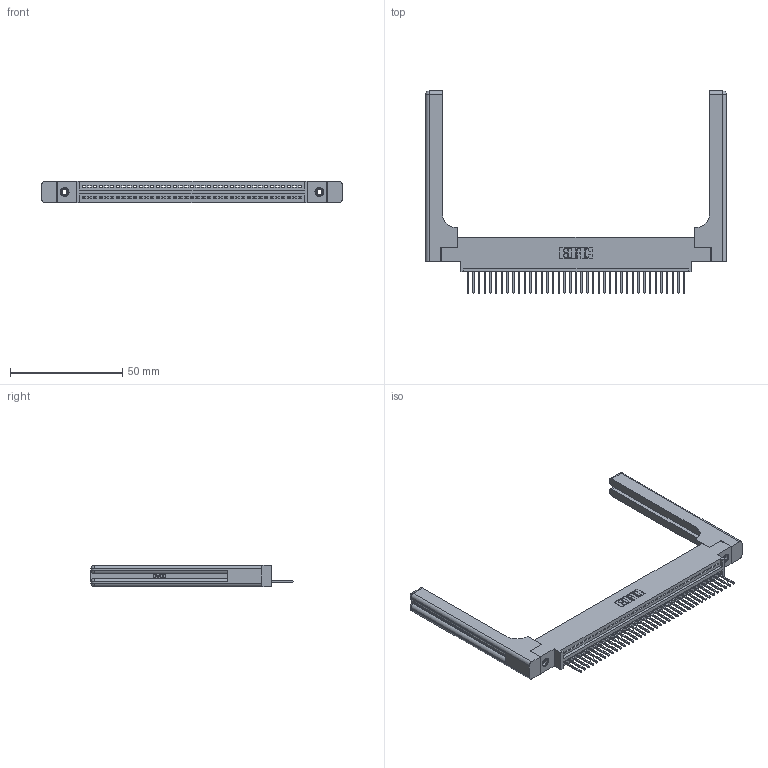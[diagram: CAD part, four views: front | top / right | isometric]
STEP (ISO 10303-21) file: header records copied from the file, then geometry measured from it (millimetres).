
FILE_DESCRIPTION (( 'STEP AP203' ), '1' );
FILE_NAME ('345-039-523-658.STEP', '2019-10-08T06:10:44', ( '' ), ( '' ), 'SwSTEP 2.0', 'SolidWorks 2016', '' );
FILE_SCHEMA (( 'CONFIG_CONTROL_DESIGN' ));
Length unit declared in the file: inch
Products named in the file (5): 345-039-523-658; 345-292-001_345-293-123; 345-250-001_345-250-001-102; 345-220-058_345-220-058; 345 Part_0.170 Offset - 0.156 Dia-TH
Assembly tree (44 placements, depth 2):
  345-039-523-658
    345 Part_0.170 Offset - 0.156 Dia-TH
    345-292-001_345-293-123  x39
    345-250-001_345-250-001-102  x2
    345-220-058_345-220-058  x2
Bounding box: 134.09 x 90.09 x 9.4 mm (x, y, z)
Volume: 21087.6 mm3; surface area: 22155 mm2
Topology: 44 solids, 44 shells, 2648 faces, 7883 edges, 5182 vertices
Faces by surface type: plane 1792, cylinder 796, bspline 36, cone 12, sphere 8, torus 4
Entity records: 35088 total; most frequent: CARTESIAN_POINT 7050, ORIENTED_EDGE 5820, DIRECTION 5108, EDGE_CURVE 2910, VECTOR 2530, LINE 2530, VERTEX_POINT 1930, AXIS2_PLACEMENT_3D 1289
